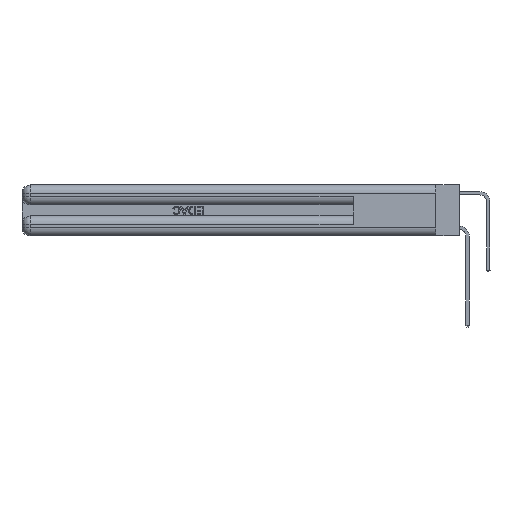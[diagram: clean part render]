
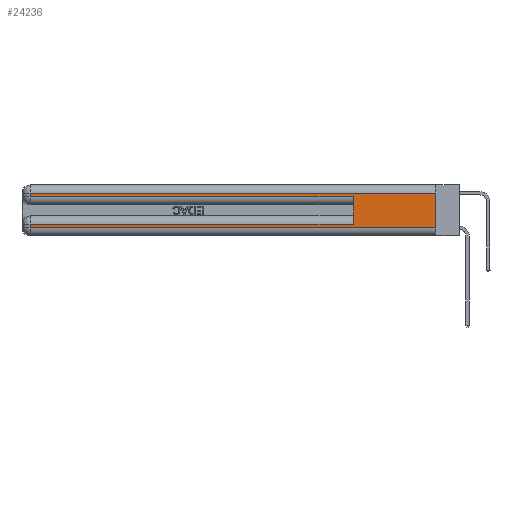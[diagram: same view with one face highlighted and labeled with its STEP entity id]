
A CAD part, left-side view. The second image highlights one B-rep face of the part: STEP entity #24236.
In plain terms, the highlighted planar face has unit normal (-1, 0, 0).
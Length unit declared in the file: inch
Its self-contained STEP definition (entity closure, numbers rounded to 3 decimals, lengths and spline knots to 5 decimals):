
#95 = EDGE_CURVE ( 'NONE', #4573, #16325, #13564, .T. ) ;
#2197 = ORIENTED_EDGE ( 'NONE', *, *, #29239, .T. ) ;
#2517 = VECTOR ( 'NONE', #3853, 39.37008 ) ;
#3853 = DIRECTION ( 'NONE',  ( 0., 1., 0. ) ) ;
#4232 = CARTESIAN_POINT ( 'NONE',  ( 0., 2.94, 0.37 ) ) ;
#4310 = VECTOR ( 'NONE', #9403, 39.37008 ) ;
#4573 = VERTEX_POINT ( 'NONE', #19792 ) ;
#4686 = EDGE_CURVE ( 'NONE', #27433, #5004, #38526, .T. ) ;
#5004 = VERTEX_POINT ( 'NONE', #7400 ) ;
#5537 = ORIENTED_EDGE ( 'NONE', *, *, #19711, .T. ) ;
#5726 = DIRECTION ( 'NONE',  ( 0., -1., 0. ) ) ;
#6809 = ORIENTED_EDGE ( 'NONE', *, *, #18360, .F. ) ;
#7400 = CARTESIAN_POINT ( 'NONE',  ( 0., 2.94, 0.285 ) ) ;
#7740 = VECTOR ( 'NONE', #33165, 39.37008 ) ;
#8858 = CARTESIAN_POINT ( 'NONE',  ( 0., 0., 0.31 ) ) ;
#9403 = DIRECTION ( 'NONE',  ( 0., 0., -1. ) ) ;
#10931 = ORIENTED_EDGE ( 'NONE', *, *, #38356, .F. ) ;
#11469 = VERTEX_POINT ( 'NONE', #15237 ) ;
#11734 = DIRECTION ( 'NONE',  ( 0., 0., -1. ) ) ;
#12215 = CARTESIAN_POINT ( 'NONE',  ( 0., 2.94, 0.31 ) ) ;
#12354 = LINE ( 'NONE', #24301, #4310 ) ;
#12407 = VECTOR ( 'NONE', #22035, 39.37008 ) ;
#12440 = VERTEX_POINT ( 'NONE', #33464 ) ;
#12869 = FACE_OUTER_BOUND ( 'NONE', #37330, .T. ) ;
#13564 = LINE ( 'NONE', #37405, #24396 ) ;
#14910 = ORIENTED_EDGE ( 'NONE', *, *, #30375, .T. ) ;
#14920 = CARTESIAN_POINT ( 'NONE',  ( 0., 0., 0.285 ) ) ;
#15237 = CARTESIAN_POINT ( 'NONE',  ( 0., 0.6, 0.285 ) ) ;
#16325 = VERTEX_POINT ( 'NONE', #19480 ) ;
#16615 = VECTOR ( 'NONE', #17300, 39.37008 ) ;
#17300 = DIRECTION ( 'NONE',  ( 0., 1., 0. ) ) ;
#18360 = EDGE_CURVE ( 'NONE', #21668, #16325, #12354, .T. ) ;
#19059 = VECTOR ( 'NONE', #5726, 39.37008 ) ;
#19480 = CARTESIAN_POINT ( 'NONE',  ( 0., 0., 0.06 ) ) ;
#19711 = EDGE_CURVE ( 'NONE', #12440, #4573, #24792, .T. ) ;
#19792 = CARTESIAN_POINT ( 'NONE',  ( 0., 2.94, 0.06 ) ) ;
#21668 = VERTEX_POINT ( 'NONE', #8858 ) ;
#22035 = DIRECTION ( 'NONE',  ( 0., 0., -1. ) ) ;
#22051 = DIRECTION ( 'NONE',  ( 0., 0., -1. ) ) ;
#22178 = DIRECTION ( 'NONE',  ( 0., -1., 0. ) ) ;
#22570 = CARTESIAN_POINT ( 'NONE',  ( 0., 0., 0.31 ) ) ;
#23299 = CARTESIAN_POINT ( 'NONE',  ( 0., 2.94, 0.37 ) ) ;
#24236 = ADVANCED_FACE ( 'NONE', ( #12869 ), #30841, .F. ) ;
#24301 = CARTESIAN_POINT ( 'NONE',  ( 0., 0., 0.37 ) ) ;
#24396 = VECTOR ( 'NONE', #22178, 39.37008 ) ;
#24792 = LINE ( 'NONE', #4232, #12407 ) ;
#24807 = DIRECTION ( 'NONE',  ( 1., 0., 0. ) ) ;
#26745 = ORIENTED_EDGE ( 'NONE', *, *, #4686, .T. ) ;
#26927 = LINE ( 'NONE', #35530, #7740 ) ;
#27433 = VERTEX_POINT ( 'NONE', #12215 ) ;
#27779 = VERTEX_POINT ( 'NONE', #35451 ) ;
#29022 = LINE ( 'NONE', #22570, #16615 ) ;
#29239 = EDGE_CURVE ( 'NONE', #5004, #11469, #35641, .T. ) ;
#30375 = EDGE_CURVE ( 'NONE', #21668, #27433, #29022, .T. ) ;
#30634 = LINE ( 'NONE', #33963, #2517 ) ;
#30769 = ORIENTED_EDGE ( 'NONE', *, *, #32023, .T. ) ;
#30841 = PLANE ( 'NONE',  #32606 ) ;
#32023 = EDGE_CURVE ( 'NONE', #27779, #12440, #30634, .T. ) ;
#32606 = AXIS2_PLACEMENT_3D ( 'NONE', #34166, #24807, #22051 ) ;
#33165 = DIRECTION ( 'NONE',  ( 0., 0., 1. ) ) ;
#33309 = VECTOR ( 'NONE', #11734, 39.37008 ) ;
#33464 = CARTESIAN_POINT ( 'NONE',  ( 0., 2.94, 0.085 ) ) ;
#33963 = CARTESIAN_POINT ( 'NONE',  ( 0., 0., 0.085 ) ) ;
#34166 = CARTESIAN_POINT ( 'NONE',  ( 0., 0., 0.37 ) ) ;
#35451 = CARTESIAN_POINT ( 'NONE',  ( 0., 0.6, 0.085 ) ) ;
#35478 = ORIENTED_EDGE ( 'NONE', *, *, #95, .T. ) ;
#35530 = CARTESIAN_POINT ( 'NONE',  ( 0., 0.6, 0.145 ) ) ;
#35641 = LINE ( 'NONE', #14920, #19059 ) ;
#37330 = EDGE_LOOP ( 'NONE', ( #6809, #14910, #26745, #2197, #10931, #30769, #5537, #35478 ) ) ;
#37405 = CARTESIAN_POINT ( 'NONE',  ( 0., 0., 0.06 ) ) ;
#38356 = EDGE_CURVE ( 'NONE', #27779, #11469, #26927, .T. ) ;
#38526 = LINE ( 'NONE', #23299, #33309 ) ;
